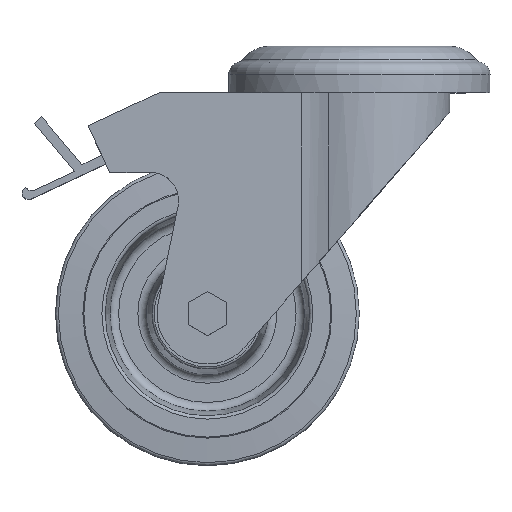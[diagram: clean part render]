
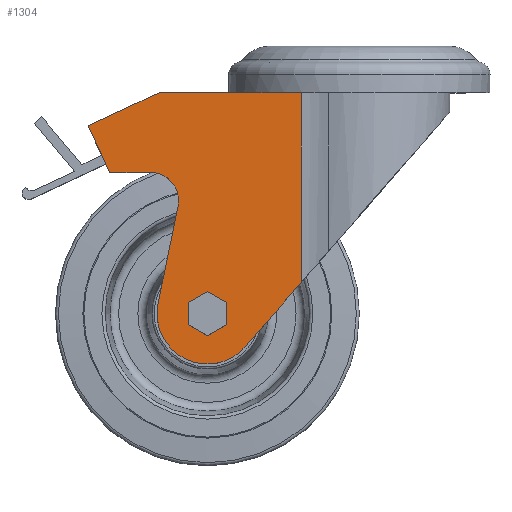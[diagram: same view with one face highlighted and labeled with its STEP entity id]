
A CAD part, top view. The second image highlights one B-rep face of the part: STEP entity #1304.
In plain terms, the highlighted planar face has unit normal (0, 0, 1).
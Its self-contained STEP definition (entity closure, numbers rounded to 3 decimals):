
#69=CIRCLE('',#1406,4.65);
#70=CIRCLE('',#1407,8.28);
#142=ORIENTED_EDGE('',*,*,#492,.F.);
#143=ORIENTED_EDGE('',*,*,#493,.F.);
#144=ORIENTED_EDGE('',*,*,#494,.F.);
#145=ORIENTED_EDGE('',*,*,#495,.F.);
#146=ORIENTED_EDGE('',*,*,#496,.F.);
#147=ORIENTED_EDGE('',*,*,#497,.F.);
#148=ORIENTED_EDGE('',*,*,#498,.T.);
#149=ORIENTED_EDGE('',*,*,#499,.T.);
#150=ORIENTED_EDGE('',*,*,#500,.T.);
#151=ORIENTED_EDGE('',*,*,#501,.F.);
#152=ORIENTED_EDGE('',*,*,#502,.F.);
#153=ORIENTED_EDGE('',*,*,#503,.F.);
#154=ORIENTED_EDGE('',*,*,#504,.F.);
#155=ORIENTED_EDGE('',*,*,#505,.F.);
#156=ORIENTED_EDGE('',*,*,#506,.T.);
#157=ORIENTED_EDGE('',*,*,#507,.F.);
#158=ORIENTED_EDGE('',*,*,#508,.F.);
#159=ORIENTED_EDGE('',*,*,#509,.F.);
#492=EDGE_CURVE('',#667,#668,#794,.T.);
#493=EDGE_CURVE('',#669,#667,#795,.T.);
#494=EDGE_CURVE('',#670,#669,#796,.T.);
#495=EDGE_CURVE('',#671,#670,#797,.T.);
#496=EDGE_CURVE('',#672,#671,#798,.T.);
#497=EDGE_CURVE('',#668,#672,#799,.T.);
#498=EDGE_CURVE('',#673,#674,#800,.T.);
#499=EDGE_CURVE('',#674,#675,#801,.T.);
#500=EDGE_CURVE('',#675,#676,#802,.T.);
#501=EDGE_CURVE('',#677,#676,#803,.T.);
#502=EDGE_CURVE('',#678,#677,#804,.T.);
#503=EDGE_CURVE('',#679,#678,#805,.T.);
#504=EDGE_CURVE('',#680,#679,#806,.T.);
#505=EDGE_CURVE('',#681,#680,#807,.T.);
#506=EDGE_CURVE('',#681,#682,#69,.F.);
#507=EDGE_CURVE('',#683,#682,#808,.T.);
#508=EDGE_CURVE('',#684,#683,#70,.F.);
#509=EDGE_CURVE('',#673,#684,#809,.T.);
#667=VERTEX_POINT('',#2003);
#668=VERTEX_POINT('',#2004);
#669=VERTEX_POINT('',#2006);
#670=VERTEX_POINT('',#2008);
#671=VERTEX_POINT('',#2010);
#672=VERTEX_POINT('',#2012);
#673=VERTEX_POINT('',#2015);
#674=VERTEX_POINT('',#2016);
#675=VERTEX_POINT('',#2018);
#676=VERTEX_POINT('',#2020);
#677=VERTEX_POINT('',#2022);
#678=VERTEX_POINT('',#2024);
#679=VERTEX_POINT('',#2026);
#680=VERTEX_POINT('',#2028);
#681=VERTEX_POINT('',#2030);
#682=VERTEX_POINT('',#2032);
#683=VERTEX_POINT('',#2034);
#684=VERTEX_POINT('',#2036);
#794=LINE('',#2002,#906);
#795=LINE('',#2005,#907);
#796=LINE('',#2007,#908);
#797=LINE('',#2009,#909);
#798=LINE('',#2011,#910);
#799=LINE('',#2013,#911);
#800=LINE('',#2014,#912);
#801=LINE('',#2017,#913);
#802=LINE('',#2019,#914);
#803=LINE('',#2021,#915);
#804=LINE('',#2023,#916);
#805=LINE('',#2025,#917);
#806=LINE('',#2027,#918);
#807=LINE('',#2029,#919);
#808=LINE('',#2033,#920);
#809=LINE('',#2037,#921);
#906=VECTOR('',#1577,1000.);
#907=VECTOR('',#1578,1000.);
#908=VECTOR('',#1579,1000.);
#909=VECTOR('',#1580,1000.);
#910=VECTOR('',#1581,1000.);
#911=VECTOR('',#1582,1000.);
#912=VECTOR('',#1583,1000.);
#913=VECTOR('',#1584,1000.);
#914=VECTOR('',#1585,1000.);
#915=VECTOR('',#1586,1000.);
#916=VECTOR('',#1587,1000.);
#917=VECTOR('',#1588,1000.);
#918=VECTOR('',#1589,1000.);
#919=VECTOR('',#1590,1000.);
#920=VECTOR('',#1593,1000.);
#921=VECTOR('',#1596,1000.);
#1004=EDGE_LOOP('',(#142,#143,#144,#145,#146,#147));
#1005=EDGE_LOOP('',(#148,#149,#150,#151,#152,#153,#154,#155,#156,#157,#158,
#159));
#1132=FACE_BOUND('',#1004,.T.);
#1133=FACE_BOUND('',#1005,.T.);
#1259=PLANE('',#1405);
#1304=ADVANCED_FACE('',(#1132,#1133),#1259,.T.);
#1405=AXIS2_PLACEMENT_3D('',#2001,#1575,#1576);
#1406=AXIS2_PLACEMENT_3D('',#2031,#1591,#1592);
#1407=AXIS2_PLACEMENT_3D('',#2035,#1594,#1595);
#1575=DIRECTION('',(0.,0.,1.));
#1576=DIRECTION('',(1.,0.,0.));
#1577=DIRECTION('',(0.,-1.,0.));
#1578=DIRECTION('',(-0.866,-0.5,0.));
#1579=DIRECTION('',(-0.866,0.5,0.));
#1580=DIRECTION('',(0.,1.,0.));
#1581=DIRECTION('',(0.866,0.5,0.));
#1582=DIRECTION('',(0.866,-0.5,0.));
#1583=DIRECTION('',(0.,1.,0.));
#1584=DIRECTION('',(-1.,0.,0.));
#1585=DIRECTION('',(0.,1.,0.));
#1586=DIRECTION('',(1.,0.,0.));
#1587=DIRECTION('',(0.906,0.423,0.));
#1588=DIRECTION('',(0.,1.,0.));
#1589=DIRECTION('',(-0.423,0.906,0.));
#1590=DIRECTION('',(-1.,0.,0.));
#1591=DIRECTION('',(0.,0.,1.));
#1592=DIRECTION('',(1.,0.,0.));
#1593=DIRECTION('',(0.201,0.98,0.));
#1594=DIRECTION('',(0.,0.,1.));
#1595=DIRECTION('',(1.,0.,0.));
#1596=DIRECTION('',(-0.657,-0.754,0.));
#2001=CARTESIAN_POINT('',(-19.575,-8.809,13.14));
#2002=CARTESIAN_POINT('',(-3.15,-8.809,13.14));
#2003=CARTESIAN_POINT('',(-3.15,1.819,13.14));
#2004=CARTESIAN_POINT('',(-3.15,-1.819,13.14));
#2005=CARTESIAN_POINT('',(-20.071,-7.951,13.14));
#2006=CARTESIAN_POINT('',(0.,3.637,13.14));
#2007=CARTESIAN_POINT('',(-9.292,9.002,13.14));
#2008=CARTESIAN_POINT('',(3.15,1.819,13.14));
#2009=CARTESIAN_POINT('',(3.15,-8.809,13.14));
#2010=CARTESIAN_POINT('',(3.15,-1.819,13.14));
#2011=CARTESIAN_POINT('',(-16.921,-13.407,13.14));
#2012=CARTESIAN_POINT('',(0.,-3.637,13.14));
#2013=CARTESIAN_POINT('',(-12.442,3.546,13.14));
#2014=CARTESIAN_POINT('',(15.409,-8.809,13.14));
#2015=CARTESIAN_POINT('',(15.409,5.09,13.14));
#2016=CARTESIAN_POINT('',(15.409,36.344,13.14));
#2017=CARTESIAN_POINT('',(-19.575,36.344,13.14));
#2018=CARTESIAN_POINT('',(7.983,36.344,13.14));
#2019=CARTESIAN_POINT('',(7.983,44.,13.14));
#2020=CARTESIAN_POINT('',(7.983,36.362,13.14));
#2021=CARTESIAN_POINT('',(-19.575,36.362,13.14));
#2022=CARTESIAN_POINT('',(-7.921,36.362,13.14));
#2023=CARTESIAN_POINT('',(-34.795,23.83,13.14));
#2024=CARTESIAN_POINT('',(-19.575,30.927,13.14));
#2025=CARTESIAN_POINT('',(-19.575,-8.809,13.14));
#2026=CARTESIAN_POINT('',(-19.575,30.797,13.14));
#2027=CARTESIAN_POINT('',(-4.405,-1.735,13.14));
#2028=CARTESIAN_POINT('',(-16.056,23.25,13.14));
#2029=CARTESIAN_POINT('',(-19.575,23.25,13.14));
#2030=CARTESIAN_POINT('',(-9.383,23.25,13.14));
#2031=CARTESIAN_POINT('',(-9.383,18.6,13.14));
#2032=CARTESIAN_POINT('',(-4.828,17.665,13.14));
#2033=CARTESIAN_POINT('',(-10.637,-10.644,13.14));
#2034=CARTESIAN_POINT('',(-8.111,1.664,13.14));
#2035=CARTESIAN_POINT('',(0.,0.,13.14));
#2036=CARTESIAN_POINT('',(6.245,-5.437,13.14));
#2037=CARTESIAN_POINT('',(-6.557,-20.142,13.14));
